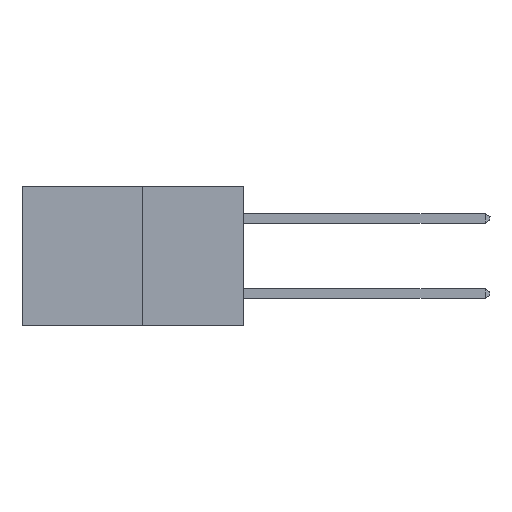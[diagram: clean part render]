
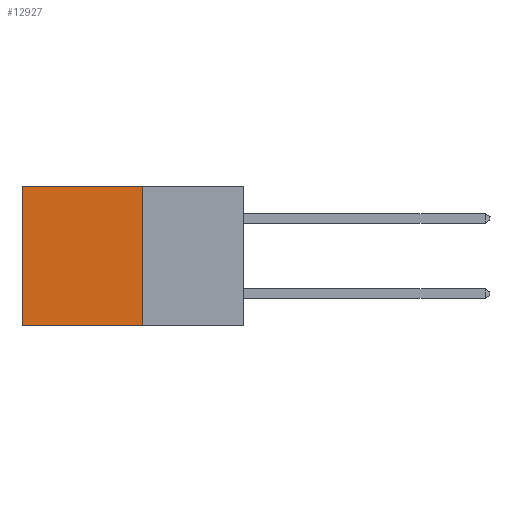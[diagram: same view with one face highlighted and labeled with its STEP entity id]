
A CAD part, left-side view. The second image highlights one B-rep face of the part: STEP entity #12927.
In plain terms, the highlighted planar face has unit normal (-1, 0, 0).
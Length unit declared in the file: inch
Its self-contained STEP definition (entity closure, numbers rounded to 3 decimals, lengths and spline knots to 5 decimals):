
#139 = VERTEX_POINT ( 'NONE', #17004 ) ;
#2103 = LINE ( 'NONE', #16694, #12138 ) ;
#3316 = VERTEX_POINT ( 'NONE', #12676 ) ;
#5776 = PLANE ( 'NONE',  #9087 ) ;
#6223 = VECTOR ( 'NONE', #8505, 39.37008 ) ;
#6541 = VECTOR ( 'NONE', #17046, 39.37008 ) ;
#7097 = EDGE_CURVE ( 'NONE', #3316, #139, #16071, .T. ) ;
#8405 = CARTESIAN_POINT ( 'NONE',  ( 0.277, 0.27, 0. ) ) ;
#8505 = DIRECTION ( 'NONE',  ( 0., 1., 0. ) ) ;
#8513 = CARTESIAN_POINT ( 'NONE',  ( 0.277, 0.59, -0.37 ) ) ;
#9087 = AXIS2_PLACEMENT_3D ( 'NONE', #19527, #21480, #9771 ) ;
#9771 = DIRECTION ( 'NONE',  ( 0., 0., -1. ) ) ;
#10646 = EDGE_LOOP ( 'NONE', ( #23790, #15497, #23156, #24878 ) ) ;
#11703 = VERTEX_POINT ( 'NONE', #8513 ) ;
#12138 = VECTOR ( 'NONE', #18665, 39.37008 ) ;
#12676 = CARTESIAN_POINT ( 'NONE',  ( 0.277, 0.27, 0. ) ) ;
#12927 = ADVANCED_FACE ( 'NONE', ( #24554 ), #5776, .F. ) ;
#13453 = EDGE_CURVE ( 'NONE', #139, #11703, #22129, .T. ) ;
#14729 = VECTOR ( 'NONE', #20243, 39.37008 ) ;
#15087 = CARTESIAN_POINT ( 'NONE',  ( 0.277, 0.59, -0.37 ) ) ;
#15497 = ORIENTED_EDGE ( 'NONE', *, *, #21902, .F. ) ;
#16071 = LINE ( 'NONE', #8405, #6223 ) ;
#16694 = CARTESIAN_POINT ( 'NONE',  ( 0.277, 0.27, -0.37 ) ) ;
#16928 = VERTEX_POINT ( 'NONE', #25033 ) ;
#17004 = CARTESIAN_POINT ( 'NONE',  ( 0.277, 0.59, 0. ) ) ;
#17046 = DIRECTION ( 'NONE',  ( 0., 0., -1. ) ) ;
#18305 = CARTESIAN_POINT ( 'NONE',  ( 0.277, 0.27, -0.37 ) ) ;
#18665 = DIRECTION ( 'NONE',  ( 0., 1., 0. ) ) ;
#19527 = CARTESIAN_POINT ( 'NONE',  ( 0.277, 0.27, -0.37 ) ) ;
#19911 = LINE ( 'NONE', #18305, #14729 ) ;
#20243 = DIRECTION ( 'NONE',  ( 0., 0., -1. ) ) ;
#20520 = EDGE_CURVE ( 'NONE', #3316, #16928, #19911, .T. ) ;
#21480 = DIRECTION ( 'NONE',  ( 1., 0., 0. ) ) ;
#21902 = EDGE_CURVE ( 'NONE', #16928, #11703, #2103, .T. ) ;
#22129 = LINE ( 'NONE', #15087, #6541 ) ;
#23156 = ORIENTED_EDGE ( 'NONE', *, *, #20520, .F. ) ;
#23790 = ORIENTED_EDGE ( 'NONE', *, *, #13453, .T. ) ;
#24554 = FACE_OUTER_BOUND ( 'NONE', #10646, .T. ) ;
#24878 = ORIENTED_EDGE ( 'NONE', *, *, #7097, .T. ) ;
#25033 = CARTESIAN_POINT ( 'NONE',  ( 0.277, 0.27, -0.37 ) ) ;
